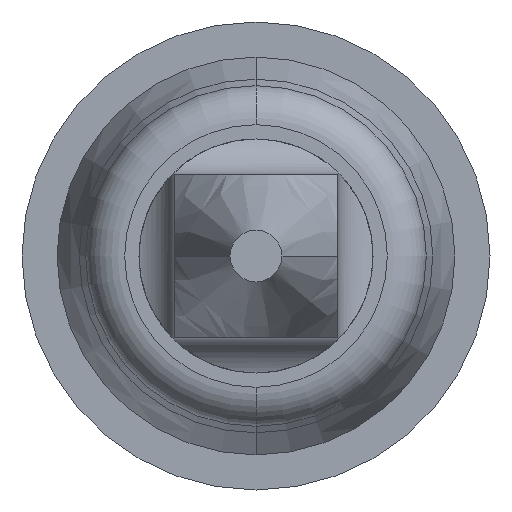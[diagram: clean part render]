
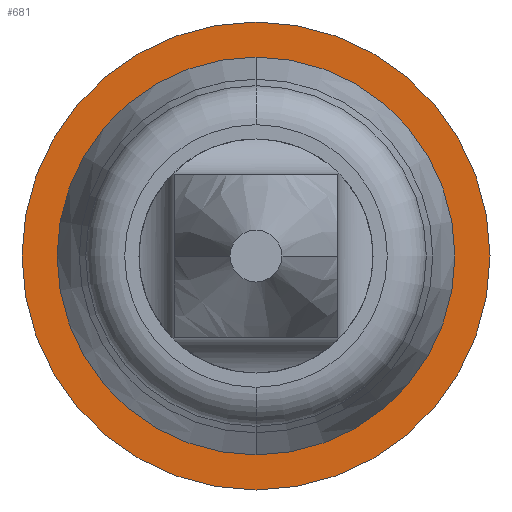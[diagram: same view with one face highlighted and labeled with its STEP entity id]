
A CAD part, front view. The second image highlights one B-rep face of the part: STEP entity #681.
In plain terms, the highlighted planar face has unit normal (0, -1, 0).
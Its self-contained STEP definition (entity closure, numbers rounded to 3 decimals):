
#21 = VERTEX_POINT ( 'NONE', #845 ) ;
#48 = EDGE_CURVE ( 'NONE', #21, #579, #838, .T. ) ;
#57 = AXIS2_PLACEMENT_3D ( 'NONE', #722, #231, #154 ) ;
#79 = DIRECTION ( 'NONE',  ( 0., 0., 1. ) ) ;
#89 = AXIS2_PLACEMENT_3D ( 'NONE', #642, #560, #79 ) ;
#116 = CARTESIAN_POINT ( 'NONE',  ( 0., 0., 0. ) ) ;
#154 = DIRECTION ( 'NONE',  ( 0., 0., 1. ) ) ;
#155 = EDGE_CURVE ( 'NONE', #745, #281, #323, .T. ) ;
#156 = CARTESIAN_POINT ( 'NONE',  ( 0., 0., 0.715 ) ) ;
#205 = DIRECTION ( 'NONE',  ( 0., 1., 0. ) ) ;
#231 = DIRECTION ( 'NONE',  ( 0., 1., 0. ) ) ;
#254 = ORIENTED_EDGE ( 'NONE', *, *, #155, .T. ) ;
#281 = VERTEX_POINT ( 'NONE', #391 ) ;
#287 = AXIS2_PLACEMENT_3D ( 'NONE', #116, #759, #344 ) ;
#323 = CIRCLE ( 'NONE', #518, 0.715 ) ;
#330 = PLANE ( 'NONE',  #89 ) ;
#344 = DIRECTION ( 'NONE',  ( 0., 0., 1. ) ) ;
#361 = CIRCLE ( 'NONE', #57, 0.9 ) ;
#391 = CARTESIAN_POINT ( 'NONE',  ( 0., 0., -0.715 ) ) ;
#422 = FACE_OUTER_BOUND ( 'NONE', #607, .T. ) ;
#427 = EDGE_CURVE ( 'NONE', #579, #21, #361, .T. ) ;
#492 = CIRCLE ( 'NONE', #535, 0.715 ) ;
#497 = CARTESIAN_POINT ( 'NONE',  ( 0., 0., 0.9 ) ) ;
#518 = AXIS2_PLACEMENT_3D ( 'NONE', #934, #205, #1021 ) ;
#535 = AXIS2_PLACEMENT_3D ( 'NONE', #770, #1031, #948 ) ;
#560 = DIRECTION ( 'NONE',  ( 0., 1., 0. ) ) ;
#568 = ORIENTED_EDGE ( 'NONE', *, *, #48, .F. ) ;
#579 = VERTEX_POINT ( 'NONE', #497 ) ;
#607 = EDGE_LOOP ( 'NONE', ( #1052, #568 ) ) ;
#642 = CARTESIAN_POINT ( 'NONE',  ( 0.9, 0., 0. ) ) ;
#681 = ADVANCED_FACE ( 'NONE', ( #422, #741 ), #330, .F. ) ;
#722 = CARTESIAN_POINT ( 'NONE',  ( 0., 0., 0. ) ) ;
#741 = FACE_BOUND ( 'NONE', #810, .T. ) ;
#745 = VERTEX_POINT ( 'NONE', #156 ) ;
#759 = DIRECTION ( 'NONE',  ( 0., 1., 0. ) ) ;
#767 = ORIENTED_EDGE ( 'NONE', *, *, #1002, .T. ) ;
#770 = CARTESIAN_POINT ( 'NONE',  ( 0., 0., 0. ) ) ;
#810 = EDGE_LOOP ( 'NONE', ( #254, #767 ) ) ;
#838 = CIRCLE ( 'NONE', #287, 0.9 ) ;
#845 = CARTESIAN_POINT ( 'NONE',  ( 0., 0., -0.9 ) ) ;
#934 = CARTESIAN_POINT ( 'NONE',  ( 0., 0., 0. ) ) ;
#948 = DIRECTION ( 'NONE',  ( 0., 0., 1. ) ) ;
#1002 = EDGE_CURVE ( 'NONE', #281, #745, #492, .T. ) ;
#1021 = DIRECTION ( 'NONE',  ( 0., 0., 1. ) ) ;
#1031 = DIRECTION ( 'NONE',  ( 0., 1., 0. ) ) ;
#1052 = ORIENTED_EDGE ( 'NONE', *, *, #427, .F. ) ;
